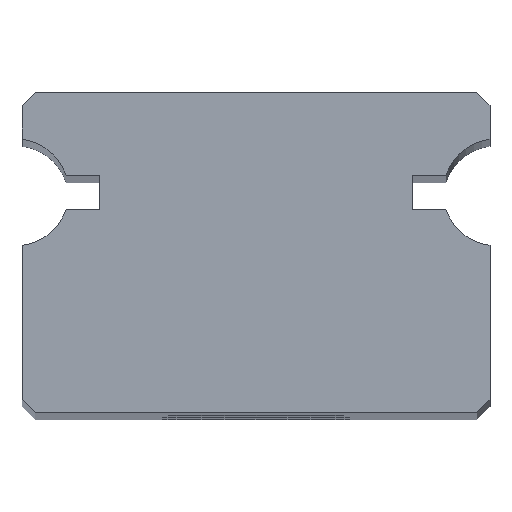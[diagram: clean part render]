
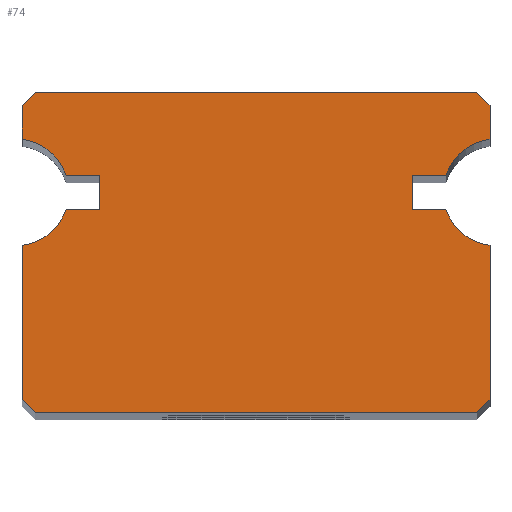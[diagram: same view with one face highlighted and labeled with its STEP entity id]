
A CAD part, top view. The second image highlights one B-rep face of the part: STEP entity #74.
In plain terms, the highlighted planar face has unit normal (0, 0, 1).
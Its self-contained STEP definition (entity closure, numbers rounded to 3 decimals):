
#74=ADVANCED_FACE('',(#258),#260,.F.);
#258=FACE_BOUND('',#259,.T.);
#259=EDGE_LOOP('',(#553,#554,#555,#556,#557,#558,#559,#560,#561,#562,#563,#564,#565,
#566,#567,#568,#569,#570,#571,#572));
#260=PLANE('',#261);
#261=AXIS2_PLACEMENT_3D('',#262,#263,#264);
#262=CARTESIAN_POINT('',(-3.6,0.9,72.5));
#263=DIRECTION('',(0.,0.,-1.));
#264=DIRECTION('',(-1.,0.,0.));
#553=ORIENTED_EDGE('',*,*,#623,.F.);
#554=ORIENTED_EDGE('',*,*,#627,.F.);
#555=ORIENTED_EDGE('',*,*,#630,.F.);
#556=ORIENTED_EDGE('',*,*,#633,.F.);
#557=ORIENTED_EDGE('',*,*,#636,.F.);
#558=ORIENTED_EDGE('',*,*,#639,.F.);
#559=ORIENTED_EDGE('',*,*,#642,.F.);
#560=ORIENTED_EDGE('',*,*,#645,.F.);
#561=ORIENTED_EDGE('',*,*,#652,.F.);
#562=ORIENTED_EDGE('',*,*,#655,.F.);
#563=ORIENTED_EDGE('',*,*,#658,.F.);
#564=ORIENTED_EDGE('',*,*,#661,.F.);
#565=ORIENTED_EDGE('',*,*,#664,.F.);
#566=ORIENTED_EDGE('',*,*,#667,.F.);
#567=ORIENTED_EDGE('',*,*,#670,.F.);
#568=ORIENTED_EDGE('',*,*,#673,.F.);
#569=ORIENTED_EDGE('',*,*,#676,.F.);
#570=ORIENTED_EDGE('',*,*,#679,.F.);
#571=ORIENTED_EDGE('',*,*,#686,.F.);
#572=ORIENTED_EDGE('',*,*,#688,.F.);
#623=EDGE_CURVE('',#712,#714,#715,.F.);
#627=EDGE_CURVE('',#719,#712,#721,.T.);
#630=EDGE_CURVE('',#724,#719,#726,.T.);
#633=EDGE_CURVE('',#729,#724,#731,.T.);
#636=EDGE_CURVE('',#734,#729,#736,.F.);
#639=EDGE_CURVE('',#739,#734,#741,.T.);
#642=EDGE_CURVE('',#744,#739,#746,.T.);
#645=EDGE_CURVE('',#749,#744,#751,.T.);
#652=EDGE_CURVE('',#762,#749,#764,.T.);
#655=EDGE_CURVE('',#767,#762,#769,.T.);
#658=EDGE_CURVE('',#772,#767,#774,.F.);
#661=EDGE_CURVE('',#777,#772,#779,.T.);
#664=EDGE_CURVE('',#782,#777,#784,.T.);
#667=EDGE_CURVE('',#787,#782,#789,.T.);
#670=EDGE_CURVE('',#792,#787,#794,.F.);
#673=EDGE_CURVE('',#797,#792,#799,.T.);
#676=EDGE_CURVE('',#802,#797,#804,.T.);
#679=EDGE_CURVE('',#807,#802,#809,.T.);
#686=EDGE_CURVE('',#820,#807,#822,.T.);
#688=EDGE_CURVE('',#714,#820,#824,.T.);
#712=VERTEX_POINT('',#871);
#714=VERTEX_POINT('',#875);
#715=CIRCLE('',#876,0.8);
#719=VERTEX_POINT('',#887);
#721=LINE('',#891,#892);
#724=VERTEX_POINT('',#898);
#726=LINE('',#902,#903);
#729=VERTEX_POINT('',#909);
#731=LINE('',#913,#914);
#734=VERTEX_POINT('',#921);
#736=CIRCLE('',#925,0.8);
#739=VERTEX_POINT('',#933);
#741=LINE('',#937,#938);
#744=VERTEX_POINT('',#944);
#746=LINE('',#948,#949);
#749=VERTEX_POINT('',#955);
#751=LINE('',#959,#960);
#762=VERTEX_POINT('',#986);
#764=LINE('',#990,#991);
#767=VERTEX_POINT('',#997);
#769=LINE('',#1001,#1002);
#772=VERTEX_POINT('',#1009);
#774=CIRCLE('',#1013,0.8);
#777=VERTEX_POINT('',#1021);
#779=LINE('',#1025,#1026);
#782=VERTEX_POINT('',#1032);
#784=LINE('',#1036,#1037);
#787=VERTEX_POINT('',#1043);
#789=LINE('',#1047,#1048);
#792=VERTEX_POINT('',#1055);
#794=CIRCLE('',#1059,0.8);
#797=VERTEX_POINT('',#1067);
#799=LINE('',#1071,#1072);
#802=VERTEX_POINT('',#1078);
#804=LINE('',#1082,#1083);
#807=VERTEX_POINT('',#1089);
#809=LINE('',#1093,#1094);
#820=VERTEX_POINT('',#1120);
#822=LINE('',#1124,#1125);
#824=LINE('',#1130,#1131);
#871=CARTESIAN_POINT('',(-2.84,1.15,72.5));
#875=CARTESIAN_POINT('',(-3.5,1.694,72.5));
#876=AXIS2_PLACEMENT_3D('',#877,#878,#879);
#877=CARTESIAN_POINT('',(-3.6,0.9,72.5));
#878=DIRECTION('',(0.,0.,-1.));
#879=DIRECTION('',(0.125,0.992,0.));
#887=CARTESIAN_POINT('',(-2.34,1.15,72.5));
#891=CARTESIAN_POINT('',(-2.34,1.15,72.5));
#892=VECTOR('',#893,1.);
#893=DIRECTION('',(-1.,0.,0.));
#898=CARTESIAN_POINT('',(-2.34,0.65,72.5));
#902=CARTESIAN_POINT('',(-2.34,0.65,72.5));
#903=VECTOR('',#904,1.);
#904=DIRECTION('',(0.,1.,0.));
#909=CARTESIAN_POINT('',(-2.84,0.65,72.5));
#913=CARTESIAN_POINT('',(-2.84,0.65,72.5));
#914=VECTOR('',#915,1.);
#915=DIRECTION('',(1.,0.,0.));
#921=CARTESIAN_POINT('',(-3.5,0.106,72.5));
#925=AXIS2_PLACEMENT_3D('',#926,#927,#928);
#926=CARTESIAN_POINT('',(-3.6,0.9,72.5));
#927=DIRECTION('',(0.,0.,-1.));
#928=DIRECTION('',(0.95,-0.312,0.));
#933=CARTESIAN_POINT('',(-3.5,-2.2,72.5));
#937=CARTESIAN_POINT('',(-3.5,-2.2,72.5));
#938=VECTOR('',#939,1.);
#939=DIRECTION('',(0.,1.,0.));
#944=CARTESIAN_POINT('',(-3.3,-2.4,72.5));
#948=CARTESIAN_POINT('',(-3.3,-2.4,72.5));
#949=VECTOR('',#950,1.);
#950=DIRECTION('',(-0.707,0.707,0.));
#955=CARTESIAN_POINT('',(3.3,-2.4,72.5));
#959=CARTESIAN_POINT('',(3.3,-2.4,72.5));
#960=VECTOR('',#961,1.);
#961=DIRECTION('',(-1.,0.,0.));
#986=CARTESIAN_POINT('',(3.5,-2.2,72.5));
#990=CARTESIAN_POINT('',(3.5,-2.2,72.5));
#991=VECTOR('',#992,1.);
#992=DIRECTION('',(-0.707,-0.707,0.));
#997=CARTESIAN_POINT('',(3.5,0.106,72.5));
#1001=CARTESIAN_POINT('',(3.5,0.106,72.5));
#1002=VECTOR('',#1003,1.);
#1003=DIRECTION('',(0.,-1.,0.));
#1009=CARTESIAN_POINT('',(2.84,0.65,72.5));
#1013=AXIS2_PLACEMENT_3D('',#1014,#1015,#1016);
#1014=CARTESIAN_POINT('',(3.6,0.9,72.5));
#1015=DIRECTION('',(0.,0.,-1.));
#1016=DIRECTION('',(-0.125,-0.992,0.));
#1021=CARTESIAN_POINT('',(2.34,0.65,72.5));
#1025=CARTESIAN_POINT('',(2.34,0.65,72.5));
#1026=VECTOR('',#1027,1.);
#1027=DIRECTION('',(1.,0.,0.));
#1032=CARTESIAN_POINT('',(2.34,1.15,72.5));
#1036=CARTESIAN_POINT('',(2.34,1.15,72.5));
#1037=VECTOR('',#1038,1.);
#1038=DIRECTION('',(0.,-1.,0.));
#1043=CARTESIAN_POINT('',(2.84,1.15,72.5));
#1047=CARTESIAN_POINT('',(2.84,1.15,72.5));
#1048=VECTOR('',#1049,1.);
#1049=DIRECTION('',(-1.,0.,0.));
#1055=CARTESIAN_POINT('',(3.5,1.694,72.5));
#1059=AXIS2_PLACEMENT_3D('',#1060,#1061,#1062);
#1060=CARTESIAN_POINT('',(3.6,0.9,72.5));
#1061=DIRECTION('',(0.,0.,-1.));
#1062=DIRECTION('',(-0.95,0.313,0.));
#1067=CARTESIAN_POINT('',(3.5,2.2,72.5));
#1071=CARTESIAN_POINT('',(3.5,2.2,72.5));
#1072=VECTOR('',#1073,1.);
#1073=DIRECTION('',(0.,-1.,0.));
#1078=CARTESIAN_POINT('',(3.3,2.4,72.5));
#1082=CARTESIAN_POINT('',(3.3,2.4,72.5));
#1083=VECTOR('',#1084,1.);
#1084=DIRECTION('',(0.707,-0.707,0.));
#1089=CARTESIAN_POINT('',(-3.3,2.4,72.5));
#1093=CARTESIAN_POINT('',(-3.3,2.4,72.5));
#1094=VECTOR('',#1095,1.);
#1095=DIRECTION('',(1.,0.,0.));
#1120=CARTESIAN_POINT('',(-3.5,2.2,72.5));
#1124=CARTESIAN_POINT('',(-3.5,2.2,72.5));
#1125=VECTOR('',#1126,1.);
#1126=DIRECTION('',(0.707,0.707,0.));
#1130=CARTESIAN_POINT('',(-3.5,1.694,72.5));
#1131=VECTOR('',#1132,1.);
#1132=DIRECTION('',(0.,1.,0.));
